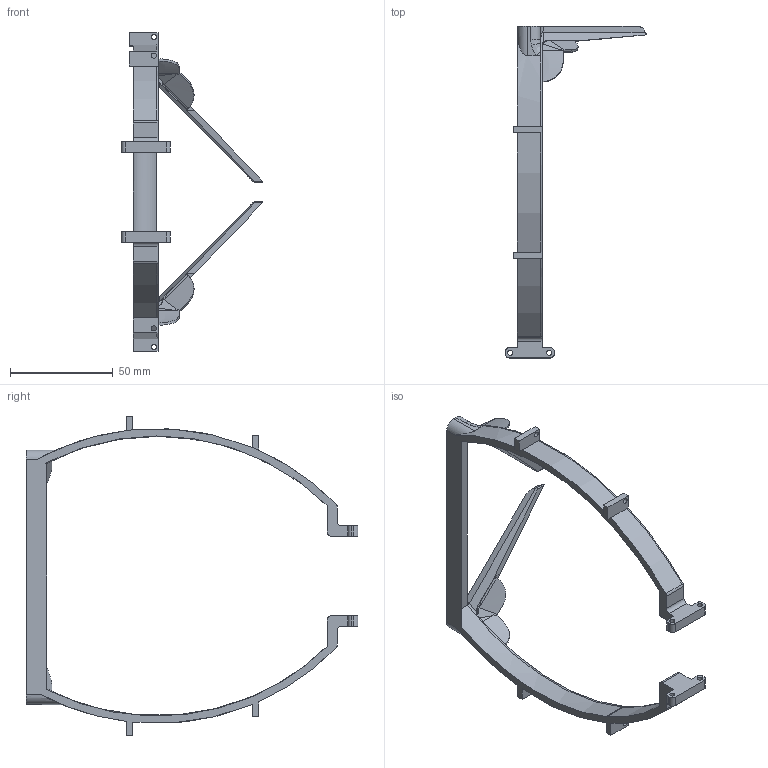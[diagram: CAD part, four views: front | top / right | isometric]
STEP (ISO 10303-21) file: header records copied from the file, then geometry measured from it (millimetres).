
FILE_DESCRIPTION(/* description */ (''),/* implementation_level */ '2;1');
FILE_NAME(/* name */ 'Part2.stp',/* time_stamp */ '2024-05-07T15:29:11+07:00',/* author */ ('DELL'),/* organization */ (''),/* preprocessor_version */ 'ST-DEVELOPER v19',/* originating_system */ 'Autodesk Inventor 2023',/* authorisation */ '');
FILE_SCHEMA (('AUTOMOTIVE_DESIGN { 1 0 10303 214 3 1 1 }'));
Length unit declared in the file: millimetre
Products named in the file (1): Part2
Bounding box: 69.12 x 161.6 x 155.3 mm (x, y, z)
Volume: 27904.7 mm3; surface area: 21416.6 mm2
Topology: 1 solids, 1 shells, 186 faces, 527 edges, 336 vertices
Faces by surface type: plane 71, bspline 59, cylinder 56
Full cylindrical faces by diameter (mm): 2.5 x8
Entity records: 8658 total; most frequent: CARTESIAN_POINT 4197, ORIENTED_EDGE 1048, DIRECTION 726, EDGE_CURVE 524, VERTEX_POINT 336, LINE 252, VECTOR 252, AXIS2_PLACEMENT_3D 237
